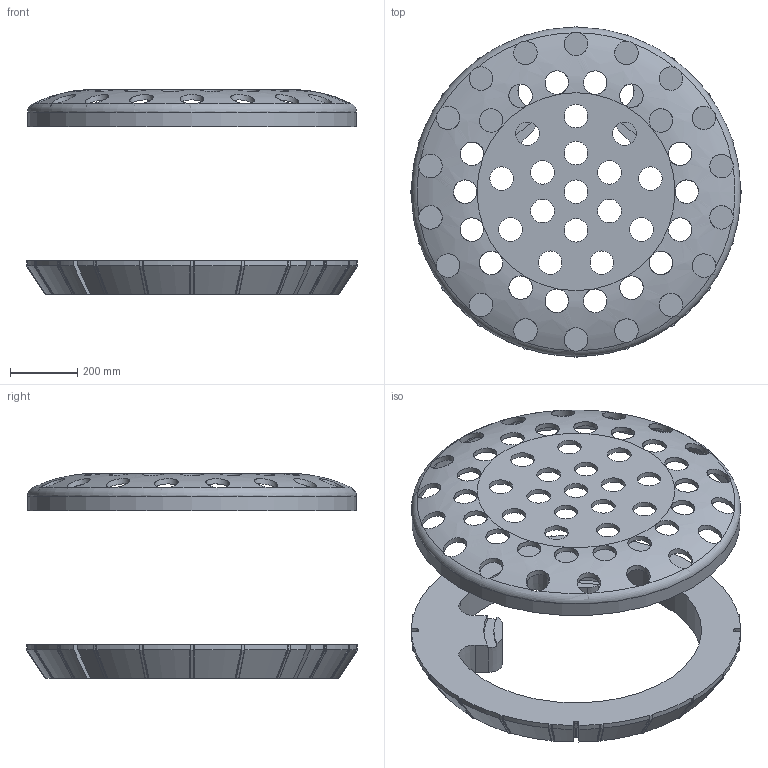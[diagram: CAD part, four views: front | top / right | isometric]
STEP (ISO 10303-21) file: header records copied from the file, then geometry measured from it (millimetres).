
FILE_DESCRIPTION(/* description */ (''),/* implementation_level */ '2;1');
FILE_NAME(/* name */ '20421.050X_3D.stp',/* time_stamp */ '2024-12-12T07:56:15+01:00',/* author */ ('CAD'),/* organization */ (''),/* preprocessor_version */ 'ST-DEVELOPER v20',/* originating_system */ 'AutoCAD Mechanical',/* authorisation */ '');
FILE_SCHEMA (('AUTOMOTIVE_DESIGN { 1 0 10303 214 3 1 1 }'));
Length unit declared in the file: centimetre
Products named in the file (2): Product; *S0
Assembly tree (1 placements, depth 2):
  Product
    *S0
Bounding box: 985 x 985 x 610 mm (x, y, z)
Volume: 39724248.1 mm3; surface area: 2838424.3 mm2
Topology: 2 solids, 2 shells, 424 faces, 1345 edges, 891 vertices
Faces by surface type: cylinder 212, plane 103, bspline 50, cone 40, torus 19
Full cylindrical faces by diameter (mm): 70 x52, 950 x1, 980 x1
Entity records: 20874 total; most frequent: CARTESIAN_POINT 9274, ORIENTED_EDGE 2684, DIRECTION 2125, EDGE_CURVE 1342, VERTEX_POINT 885, AXIS2_PLACEMENT_3D 804, LINE 517, VECTOR 517
